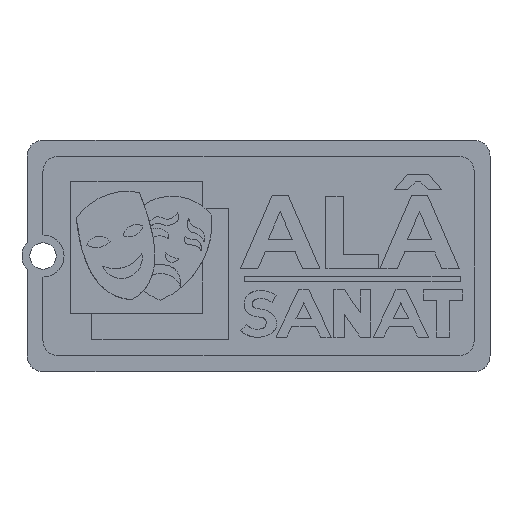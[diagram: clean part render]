
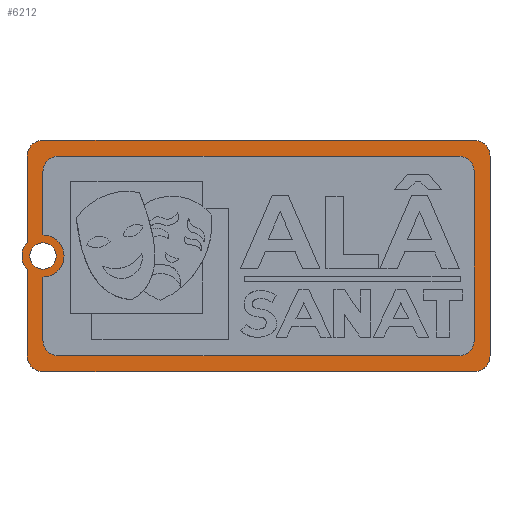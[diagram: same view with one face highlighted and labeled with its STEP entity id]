
A CAD part, top view. The second image highlights one B-rep face of the part: STEP entity #6212.
In plain terms, the highlighted planar face has unit normal (0, 0, 1).
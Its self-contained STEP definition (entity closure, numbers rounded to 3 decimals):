
#191=FACE_BOUND('',#933,.T.);
#192=FACE_BOUND('',#934,.T.);
#301=PLANE('',#6633);
#574=FACE_OUTER_BOUND('',#932,.T.);
#932=EDGE_LOOP('',(#4413,#4414,#4415,#4416,#4417,#4418,#4419,#4420,#4421,
#4422));
#933=EDGE_LOOP('',(#4423,#4424,#4425,#4426,#4427,#4428,#4429,#4430,#4431,
#4432));
#934=EDGE_LOOP('',(#4433));
#1318=LINE('',#8544,#2020);
#1322=LINE('',#8556,#2024);
#1326=LINE('',#8568,#2028);
#1330=LINE('',#8580,#2032);
#1334=LINE('',#8592,#2036);
#1338=LINE('',#8604,#2040);
#1342=LINE('',#8616,#2044);
#1346=LINE('',#8628,#2048);
#1350=LINE('',#8640,#2052);
#1354=LINE('',#8652,#2056);
#2020=VECTOR('',#7015,10.);
#2024=VECTOR('',#7027,10.);
#2028=VECTOR('',#7039,10.);
#2032=VECTOR('',#7051,10.);
#2036=VECTOR('',#7063,10.);
#2040=VECTOR('',#7075,10.);
#2044=VECTOR('',#7087,10.);
#2048=VECTOR('',#7099,10.);
#2052=VECTOR('',#7111,10.);
#2056=VECTOR('',#7123,10.);
#2719=CIRCLE('',#6591,2.5);
#2722=CIRCLE('',#6596,3.);
#2724=CIRCLE('',#6600,3.);
#2726=CIRCLE('',#6604,3.);
#2728=CIRCLE('',#6608,4.);
#2730=CIRCLE('',#6612,3.);
#2732=CIRCLE('',#6616,3.);
#2734=CIRCLE('',#6620,3.);
#2736=CIRCLE('',#6624,3.);
#2738=CIRCLE('',#6628,4.);
#2740=CIRCLE('',#6632,3.);
#2819=VERTEX_POINT('',#8532);
#2823=VERTEX_POINT('',#8541);
#2824=VERTEX_POINT('',#8543);
#2826=VERTEX_POINT('',#8549);
#2828=VERTEX_POINT('',#8555);
#2830=VERTEX_POINT('',#8561);
#2832=VERTEX_POINT('',#8567);
#2834=VERTEX_POINT('',#8573);
#2836=VERTEX_POINT('',#8579);
#2838=VERTEX_POINT('',#8585);
#2840=VERTEX_POINT('',#8591);
#2843=VERTEX_POINT('',#8601);
#2844=VERTEX_POINT('',#8603);
#2846=VERTEX_POINT('',#8609);
#2848=VERTEX_POINT('',#8615);
#2850=VERTEX_POINT('',#8621);
#2852=VERTEX_POINT('',#8627);
#2854=VERTEX_POINT('',#8633);
#2856=VERTEX_POINT('',#8639);
#2858=VERTEX_POINT('',#8645);
#2860=VERTEX_POINT('',#8651);
#3423=EDGE_CURVE('',#2819,#2819,#2719,.T.);
#3428=EDGE_CURVE('',#2824,#2823,#1318,.T.);
#3431=EDGE_CURVE('',#2826,#2824,#2722,.T.);
#3434=EDGE_CURVE('',#2828,#2826,#1322,.T.);
#3437=EDGE_CURVE('',#2830,#2828,#2724,.T.);
#3440=EDGE_CURVE('',#2832,#2830,#1326,.T.);
#3443=EDGE_CURVE('',#2834,#2832,#2726,.T.);
#3446=EDGE_CURVE('',#2836,#2834,#1330,.T.);
#3449=EDGE_CURVE('',#2838,#2836,#2728,.T.);
#3452=EDGE_CURVE('',#2840,#2838,#1334,.T.);
#3455=EDGE_CURVE('',#2823,#2840,#2730,.T.);
#3458=EDGE_CURVE('',#2844,#2843,#1338,.T.);
#3461=EDGE_CURVE('',#2846,#2844,#2732,.T.);
#3464=EDGE_CURVE('',#2848,#2846,#1342,.T.);
#3467=EDGE_CURVE('',#2850,#2848,#2734,.T.);
#3470=EDGE_CURVE('',#2852,#2850,#1346,.T.);
#3473=EDGE_CURVE('',#2854,#2852,#2736,.T.);
#3476=EDGE_CURVE('',#2856,#2854,#1350,.T.);
#3479=EDGE_CURVE('',#2858,#2856,#2738,.T.);
#3482=EDGE_CURVE('',#2860,#2858,#1354,.T.);
#3485=EDGE_CURVE('',#2843,#2860,#2740,.T.);
#4413=ORIENTED_EDGE('',*,*,#3485,.T.);
#4414=ORIENTED_EDGE('',*,*,#3482,.T.);
#4415=ORIENTED_EDGE('',*,*,#3479,.T.);
#4416=ORIENTED_EDGE('',*,*,#3476,.T.);
#4417=ORIENTED_EDGE('',*,*,#3473,.T.);
#4418=ORIENTED_EDGE('',*,*,#3470,.T.);
#4419=ORIENTED_EDGE('',*,*,#3467,.T.);
#4420=ORIENTED_EDGE('',*,*,#3464,.T.);
#4421=ORIENTED_EDGE('',*,*,#3461,.T.);
#4422=ORIENTED_EDGE('',*,*,#3458,.T.);
#4423=ORIENTED_EDGE('',*,*,#3455,.T.);
#4424=ORIENTED_EDGE('',*,*,#3452,.T.);
#4425=ORIENTED_EDGE('',*,*,#3449,.T.);
#4426=ORIENTED_EDGE('',*,*,#3446,.T.);
#4427=ORIENTED_EDGE('',*,*,#3443,.T.);
#4428=ORIENTED_EDGE('',*,*,#3440,.T.);
#4429=ORIENTED_EDGE('',*,*,#3437,.T.);
#4430=ORIENTED_EDGE('',*,*,#3434,.T.);
#4431=ORIENTED_EDGE('',*,*,#3431,.T.);
#4432=ORIENTED_EDGE('',*,*,#3428,.T.);
#4433=ORIENTED_EDGE('',*,*,#3423,.T.);
#6212=ADVANCED_FACE('',(#574,#191,#192),#301,.T.);
#6591=AXIS2_PLACEMENT_3D('',#8533,#7006,#7007);
#6596=AXIS2_PLACEMENT_3D('',#8550,#7021,#7022);
#6600=AXIS2_PLACEMENT_3D('',#8562,#7033,#7034);
#6604=AXIS2_PLACEMENT_3D('',#8574,#7045,#7046);
#6608=AXIS2_PLACEMENT_3D('',#8586,#7057,#7058);
#6612=AXIS2_PLACEMENT_3D('',#8596,#7069,#7070);
#6616=AXIS2_PLACEMENT_3D('',#8610,#7081,#7082);
#6620=AXIS2_PLACEMENT_3D('',#8622,#7093,#7094);
#6624=AXIS2_PLACEMENT_3D('',#8634,#7105,#7106);
#6628=AXIS2_PLACEMENT_3D('',#8646,#7117,#7118);
#6632=AXIS2_PLACEMENT_3D('',#8656,#7129,#7130);
#6633=AXIS2_PLACEMENT_3D('',#8657,#7131,#7132);
#7006=DIRECTION('center_axis',(0.,0.,-1.));
#7007=DIRECTION('ref_axis',(1.,0.,0.));
#7015=DIRECTION('',(-1.,0.,0.));
#7021=DIRECTION('center_axis',(0.,0.,-1.));
#7022=DIRECTION('ref_axis',(0.,-1.,0.));
#7027=DIRECTION('',(0.,-1.,0.));
#7033=DIRECTION('center_axis',(0.,0.,-1.));
#7034=DIRECTION('ref_axis',(1.,0.,0.));
#7039=DIRECTION('',(1.,0.,0.));
#7045=DIRECTION('center_axis',(0.,0.,-1.));
#7046=DIRECTION('ref_axis',(0.,1.,0.));
#7051=DIRECTION('',(0.,1.,0.));
#7057=DIRECTION('center_axis',(0.,0.,1.));
#7058=DIRECTION('ref_axis',(0.,-1.,0.));
#7063=DIRECTION('',(0.,1.,0.));
#7069=DIRECTION('center_axis',(0.,0.,-1.));
#7070=DIRECTION('ref_axis',(-1.,0.,0.));
#7075=DIRECTION('',(-1.,0.,0.));
#7081=DIRECTION('center_axis',(0.,0.,1.));
#7082=DIRECTION('ref_axis',(1.,0.,0.));
#7087=DIRECTION('',(0.,1.,0.));
#7093=DIRECTION('center_axis',(0.,0.,1.));
#7094=DIRECTION('ref_axis',(0.,-1.,0.));
#7099=DIRECTION('',(1.,0.,0.));
#7105=DIRECTION('center_axis',(0.,0.,1.));
#7106=DIRECTION('ref_axis',(-1.,0.,0.));
#7111=DIRECTION('',(0.,-1.,0.));
#7117=DIRECTION('center_axis',(0.,0.,1.));
#7118=DIRECTION('ref_axis',(-0.75,0.661,0.));
#7123=DIRECTION('',(0.,-1.,0.));
#7129=DIRECTION('center_axis',(0.,0.,1.));
#7130=DIRECTION('ref_axis',(0.,1.,0.));
#7131=DIRECTION('center_axis',(0.,0.,1.));
#7132=DIRECTION('ref_axis',(1.,0.,0.));
#8532=CARTESIAN_POINT('',(-2.812,23.93,4.));
#8533=CARTESIAN_POINT('Origin',(-0.312,23.93,4.));
#8541=CARTESIAN_POINT('',(2.688,4.93,4.));
#8543=CARTESIAN_POINT('',(78.688,4.93,4.));
#8544=CARTESIAN_POINT('',(78.688,4.93,4.));
#8549=CARTESIAN_POINT('',(81.688,7.93,4.));
#8550=CARTESIAN_POINT('Origin',(78.688,7.93,4.));
#8555=CARTESIAN_POINT('',(81.688,39.93,4.));
#8556=CARTESIAN_POINT('',(81.688,39.93,4.));
#8561=CARTESIAN_POINT('',(78.688,42.93,4.));
#8562=CARTESIAN_POINT('Origin',(78.688,39.93,4.));
#8567=CARTESIAN_POINT('',(2.688,42.93,4.));
#8568=CARTESIAN_POINT('',(2.688,42.93,4.));
#8573=CARTESIAN_POINT('',(-0.312,39.93,4.));
#8574=CARTESIAN_POINT('Origin',(2.688,39.93,4.));
#8579=CARTESIAN_POINT('',(-0.312,27.93,4.));
#8580=CARTESIAN_POINT('',(-0.312,27.93,4.));
#8585=CARTESIAN_POINT('',(-0.312,19.93,4.));
#8586=CARTESIAN_POINT('Origin',(-0.312,23.93,4.));
#8591=CARTESIAN_POINT('',(-0.312,7.93,4.));
#8592=CARTESIAN_POINT('',(-0.312,7.93,4.));
#8596=CARTESIAN_POINT('Origin',(2.688,7.93,4.));
#8601=CARTESIAN_POINT('',(-0.312,45.93,4.));
#8603=CARTESIAN_POINT('',(81.688,45.93,4.));
#8604=CARTESIAN_POINT('',(-0.312,45.93,4.));
#8609=CARTESIAN_POINT('',(84.688,42.93,4.));
#8610=CARTESIAN_POINT('Origin',(81.688,42.93,4.));
#8615=CARTESIAN_POINT('',(84.688,4.93,4.));
#8616=CARTESIAN_POINT('',(84.688,42.93,4.));
#8621=CARTESIAN_POINT('',(81.688,1.93,4.));
#8622=CARTESIAN_POINT('Origin',(81.688,4.93,4.));
#8627=CARTESIAN_POINT('',(-0.312,1.93,4.));
#8628=CARTESIAN_POINT('',(81.688,1.93,4.));
#8633=CARTESIAN_POINT('',(-3.312,4.93,4.));
#8634=CARTESIAN_POINT('Origin',(-0.312,4.93,4.));
#8639=CARTESIAN_POINT('',(-3.312,21.284,4.));
#8640=CARTESIAN_POINT('',(-3.312,4.93,4.));
#8645=CARTESIAN_POINT('',(-3.312,26.575,4.));
#8646=CARTESIAN_POINT('Origin',(-0.312,23.93,4.));
#8651=CARTESIAN_POINT('',(-3.312,42.93,4.));
#8652=CARTESIAN_POINT('',(-3.312,26.575,4.));
#8656=CARTESIAN_POINT('Origin',(-0.312,42.93,4.));
#8657=CARTESIAN_POINT('Origin',(40.188,23.93,4.));
